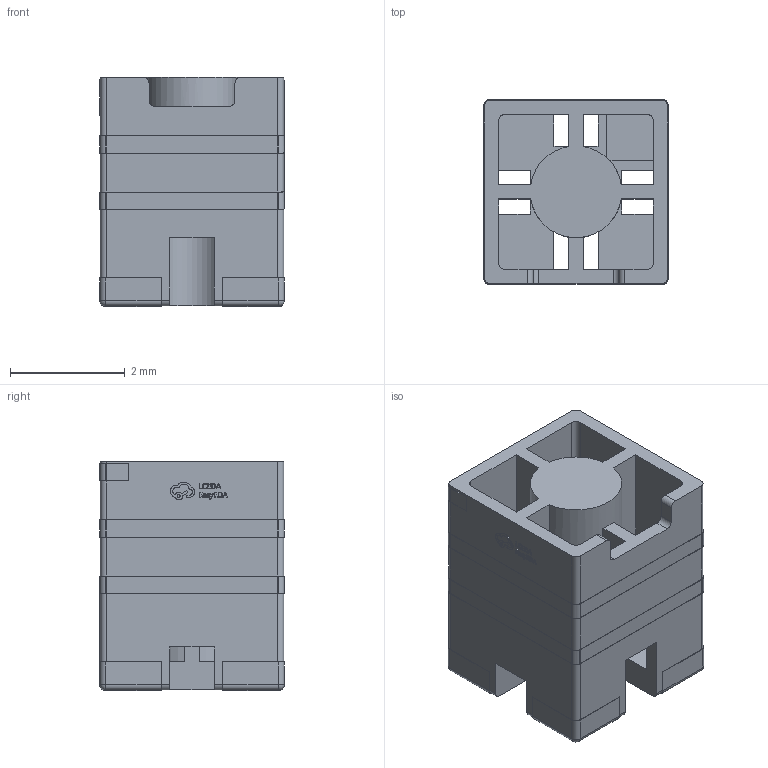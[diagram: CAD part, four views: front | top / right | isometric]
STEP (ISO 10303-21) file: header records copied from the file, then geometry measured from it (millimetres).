
FILE_DESCRIPTION (( 'STEP AP214' ), '1' );
FILE_NAME ('ANT-SMD_L3.2-W3.2-H4.0.step', '2022-06-14T10:04:14', ( '' ), ( '' ), 'SwSTEP 2.0', 'SolidWorks 2020', '' );
FILE_SCHEMA (( 'AUTOMOTIVE_DESIGN' ));
Length unit declared in the file: millimetre
Products named in the file (1): ANT-SMD_L3.2-W3.2-H4.0
Bounding box: 3.22 x 3.22 x 4 mm (x, y, z)
Volume: 20 mm3; surface area: 143.8 mm2
Topology: 1 solids, 1 shells, 443 faces, 1261 edges, 804 vertices
Faces by surface type: plane 273, bspline 98, cylinder 67, sphere 4, torus 1
Entity records: 19793 total; most frequent: CARTESIAN_POINT 3956, ORIENTED_EDGE 2516, DIRECTION 1888, EDGE_CURVE 1258, LINE 888, VECTOR 888, VERTEX_POINT 804, AXIS2_PLACEMENT_3D 500
